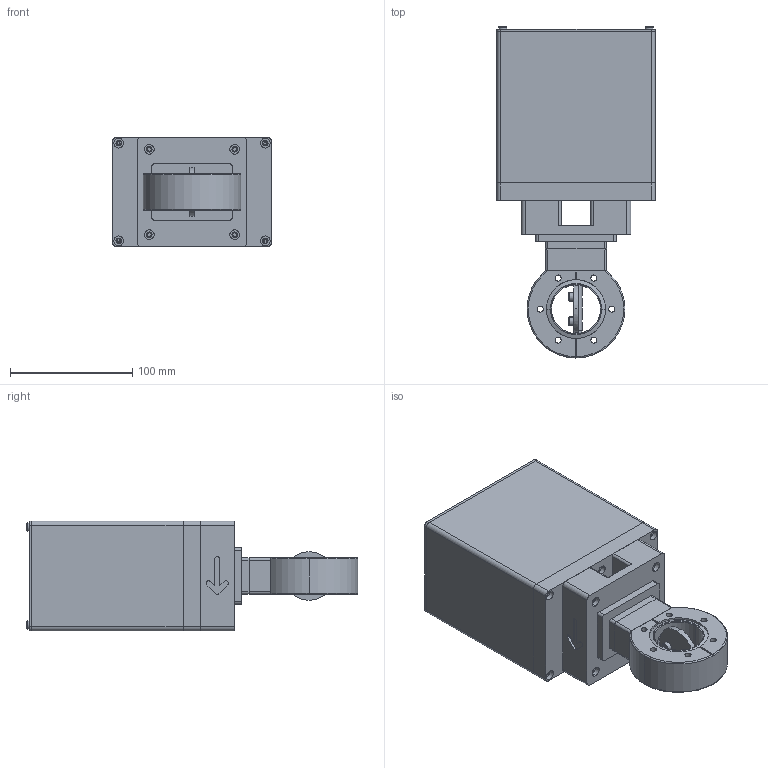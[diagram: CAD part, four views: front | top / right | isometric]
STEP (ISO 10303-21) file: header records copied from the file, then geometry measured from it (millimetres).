
FILE_DESCRIPTION (( 'STEP AP214' ), '1' );
FILE_NAME ('BFV-275-SST-RS232_Butterfly Valve_2.75_O.D._CF_FLANGES_MOTORIZED.STEP', '2025-03-25T19:20:18', ( '' ), ( '' ), 'SwSTEP 2.0', 'SolidWorks 2023', '' );
FILE_SCHEMA (( 'AUTOMOTIVE_DESIGN' ));
Length unit declared in the file: inch
Products named in the file (1): BFV-275-SST-RS232_Butterfly Valve_2.75_O.D._CF_FLANGES_MOTORIZED
Bounding box: 130 x 271.75 x 90 mm (x, y, z)
Surface area: 209004.8 mm2 (no closed solid volume)
Topology: 0 solids, 35 shells, 694 faces, 2212 edges, 1535 vertices
Faces by surface type: cylinder 442, plane 204, cone 24, torus 14, sphere 10
Entity records: 26258 total; most frequent: CARTESIAN_POINT 5501, DIRECTION 4617, ORIENTED_EDGE 3909, EDGE_CURVE 2206, AXIS2_PLACEMENT_3D 1805, VERTEX_POINT 1533, CIRCLE 1110, EDGE_LOOP 1017
